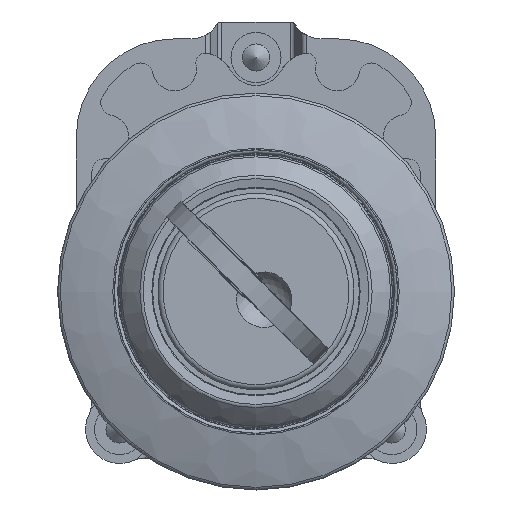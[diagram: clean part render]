
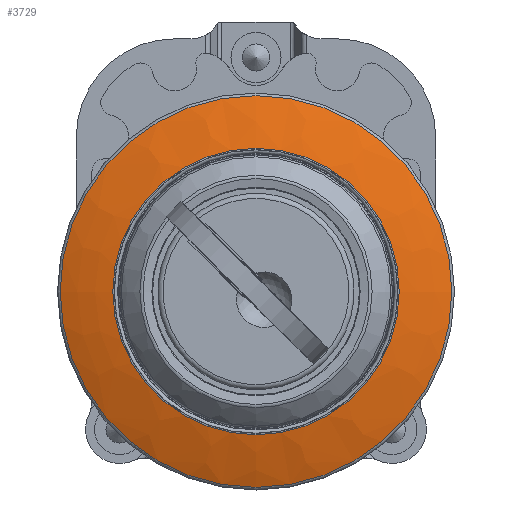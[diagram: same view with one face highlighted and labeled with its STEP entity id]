
A CAD part, front view. The second image highlights one B-rep face of the part: STEP entity #3729.
In plain terms, the highlighted free-form (B-spline) face has degree [3, 3] with [4, 7] control points.
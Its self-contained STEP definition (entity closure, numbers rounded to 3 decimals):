
#1721 = EDGE_CURVE( '', #4732, #4732, #4733, .T. );
#3013 = EDGE_CURVE( '', #6686, #6686, #6687, .T. );
#3729 = ADVANCED_FACE( '', ( #7605, #7606 ), #7607, .T. );
#4732 = VERTEX_POINT( '', #9037 );
#4733 = CIRCLE( '', #9038, 18.748 );
#6686 = VERTEX_POINT( '', #12421 );
#6687 = CIRCLE( '', #12422, 13.712 );
#7605 = FACE_OUTER_BOUND( '', #13912, .T. );
#7606 = FACE_OUTER_BOUND( '', #13913, .T. );
#7607 = ( BOUNDED_SURFACE(  )B_SPLINE_SURFACE( 3, 3, ( ( #13916, #13917, #13918, #13919, #13920, #13921, #13922 ), ( #13923, #13924, #13925, #13926, #13927, #13928, #13929 ), ( #13930, #13931, #13932, #13933, #13934, #13935, #13936 ), ( #13937, #13938, #13939, #13940, #13941, #13942, #13943 ) ), .UNSPECIFIED., .F., .T., .F. )B_SPLINE_SURFACE_WITH_KNOTS( ( 4, 4 ), ( 4, 3, 4 ), ( 0., 6.283 ), ( -1.367, -1.279, -1.191 ), .UNSPECIFIED. )GEOMETRIC_REPRESENTATION_ITEM(  )RATIONAL_B_SPLINE_SURFACE( ( ( 1., 0.333, 0.333, 1., 0.333, 0.333, 1. ), ( 0.997, 0.332, 0.332, 0.997, 0.332, 0.332, 0.997 ), ( 0.997, 0.332, 0.332, 0.997, 0.332, 0.332, 0.997 ), ( 1., 0.333, 0.333, 1., 0.333, 0.333, 1. ) ) )REPRESENTATION_ITEM( '' )SURFACE(  ) );
#9037 = CARTESIAN_POINT( '', ( 0., -2.772, 18.748 ) );
#9038 = AXIS2_PLACEMENT_3D( '', #15506, #15507, #15508 );
#12421 = CARTESIAN_POINT( '', ( 0., -4.283, 13.712 ) );
#12422 = AXIS2_PLACEMENT_3D( '', #17903, #17904, #17905 );
#13912 = EDGE_LOOP( '', ( #19279 ) );
#13913 = EDGE_LOOP( '', ( #19280 ) );
#13916 = CARTESIAN_POINT( '', ( 0., -2.772, -18.748 ) );
#13917 = CARTESIAN_POINT( '', ( -37.496, -2.772, -18.748 ) );
#13918 = CARTESIAN_POINT( '', ( -37.496, -2.772, 18.748 ) );
#13919 = CARTESIAN_POINT( '', ( 0., -2.772, 18.748 ) );
#13920 = CARTESIAN_POINT( '', ( 37.496, -2.772, 18.748 ) );
#13921 = CARTESIAN_POINT( '', ( 37.496, -2.772, -18.748 ) );
#13922 = CARTESIAN_POINT( '', ( 0., -2.772, -18.748 ) );
#13923 = CARTESIAN_POINT( '', ( 0., -3.422, -17.116 ) );
#13924 = CARTESIAN_POINT( '', ( -34.232, -3.422, -17.116 ) );
#13925 = CARTESIAN_POINT( '', ( -34.232, -3.422, 17.116 ) );
#13926 = CARTESIAN_POINT( '', ( 0., -3.422, 17.116 ) );
#13927 = CARTESIAN_POINT( '', ( 34.232, -3.422, 17.116 ) );
#13928 = CARTESIAN_POINT( '', ( 34.232, -3.422, -17.116 ) );
#13929 = CARTESIAN_POINT( '', ( 0., -3.422, -17.116 ) );
#13930 = CARTESIAN_POINT( '', ( 0., -3.927, -15.433 ) );
#13931 = CARTESIAN_POINT( '', ( -30.866, -3.927, -15.433 ) );
#13932 = CARTESIAN_POINT( '', ( -30.866, -3.927, 15.433 ) );
#13933 = CARTESIAN_POINT( '', ( 0., -3.927, 15.433 ) );
#13934 = CARTESIAN_POINT( '', ( 30.866, -3.927, 15.433 ) );
#13935 = CARTESIAN_POINT( '', ( 30.866, -3.927, -15.433 ) );
#13936 = CARTESIAN_POINT( '', ( 0., -3.927, -15.433 ) );
#13937 = CARTESIAN_POINT( '', ( 0., -4.283, -13.712 ) );
#13938 = CARTESIAN_POINT( '', ( -27.424, -4.283, -13.712 ) );
#13939 = CARTESIAN_POINT( '', ( -27.424, -4.283, 13.712 ) );
#13940 = CARTESIAN_POINT( '', ( 0., -4.283, 13.712 ) );
#13941 = CARTESIAN_POINT( '', ( 27.424, -4.283, 13.712 ) );
#13942 = CARTESIAN_POINT( '', ( 27.424, -4.283, -13.712 ) );
#13943 = CARTESIAN_POINT( '', ( 0., -4.283, -13.712 ) );
#15506 = CARTESIAN_POINT( '', ( 0., -2.772, 0. ) );
#15507 = DIRECTION( '', ( 0., 1., 0. ) );
#15508 = DIRECTION( '', ( 0., 0., 1. ) );
#17903 = CARTESIAN_POINT( '', ( 0., -4.283, 0. ) );
#17904 = DIRECTION( '', ( 0., 1., 0. ) );
#17905 = DIRECTION( '', ( 0., 0., 1. ) );
#19279 = ORIENTED_EDGE( '', *, *, #3013, .T. );
#19280 = ORIENTED_EDGE( '', *, *, #1721, .F. );
